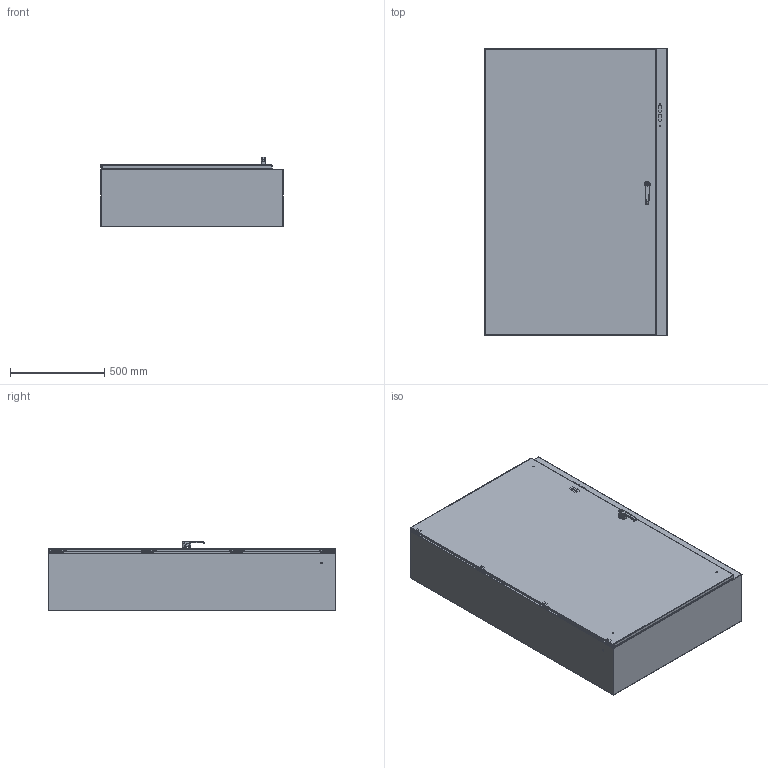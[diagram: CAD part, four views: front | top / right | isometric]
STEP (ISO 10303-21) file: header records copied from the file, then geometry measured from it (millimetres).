
FILE_DESCRIPTION((''),'2;1');
FILE_NAME('N412603812CD.iam.stp','2011-09-15T09:55:52',(''),(''),'Autodesk Inventor 2011','Autodesk Inventor 2011','');
FILE_SCHEMA(('AUTOMOTIVE_DESIGN { 1 0 10303 214 1 1 1 1 }'));
Length unit declared in the file: inch
Products named in the file (48): N412603812CD; N412603812CDBLR; HFW328176; 17376 PIN; 17380 SCREW; 17723 BOX LEAF; 17723-UTI BRACKET; 17910 SEALING WASHER; HFW328175; HFW3161; 388115; 38846; N4126038CDLID; HFW3092; HFW30011-16(_DQ); HFW30011; HFW3034; 37268; HFW31714; HFW31714_SCREW; HFW31714_SPACER; HFW31714_WASHER; HFW31714_NUT; HFW31713; HFW31713_SCREW; HFW31713_SPACER; 34938; N4123812CDTOP; N4123812CDBTM; HFW351101; 1000-02; 1000-23; 1000-277-03; 1000-458; 1000-458-SCHAUM; 1000-459; 1044-03-01; 1044-04-16; 1044-07-02; 1044-07 ...
Assembly tree (74 placements, depth 4):
  N412603812CD
    N412603812CDBLR
    HFW328176  x4
      17376 PIN
      17380 SCREW
      17723 BOX LEAF
      17723-UTI BRACKET
      17910 SEALING WASHER
    HFW328175  x4
    HFW3161  x4
    388115  x2
    38846  x2
    N4126038CDLID
    HFW3092
    HFW30011-16(_DQ)
      HFW30011
      HFW3034
      37268  x2
      HFW31714  x2
        HFW31714
        HFW31714_SCREW
        HFW31714_SPACER
        HFW31714_WASHER
        HFW31714_NUT
      HFW31713
        HFW31713
        HFW31713_SCREW  x2
        HFW31713_SPACER
        HFW31714_WASHER
        HFW31714_NUT
    34938  x2
    N4123812CDTOP
    N4123812CDBTM
    HFW351101
      1000-02
      1000-23
      1000-277-03
      1000-458
      1000-458-SCHAUM
      1000-459
      1044-03-01
      1044-04-16
      1044-07-02
      1044-07
      DIN3771_15X3_5
    349129  x2
    38811  x2
    388150  x8
Bounding box: 965.2 x 1524 x 368.6 mm (x, y, z)
Volume: 9009205.9 mm3; surface area: 9531565.5 mm2
Topology: 92 solids, 93 shells, 3120 faces, 7564 edges, 4656 vertices
Faces by surface type: plane 1193, cylinder 1139, cone 442, bspline 241, torus 89, sphere 16
Full cylindrical faces by diameter (mm): 2.362 x8, 2.6 x1, 3.175 x4, 3.317 x136, 3.683 x6, 3.861 x8, 3.962 x6, 4.166 x136, 4.25 x9, 4.366 x8, 4.572 x8, 4.775 x10, 4.826 x4, 4.978 x3, 5 x3, 5.1 x1, 5.359 x3, 5.5 x1, 5.6 x1, 5.715 x6, 5.8 x1, 6.35 x20, 6.502 x8, 6.985 x8, 7.144 x2, 7.62 x14, 7.798 x2, 7.938 x3, 8.128 x12, 8.382 x4
Entity records: 53743 total; most frequent: CARTESIAN_POINT 18197, DIRECTION 7133, ORIENTED_EDGE 6682, EDGE_CURVE 3341, AXIS2_PLACEMENT_3D 2666, VERTEX_POINT 2195, EDGE_LOOP 1884, VECTOR 1801
